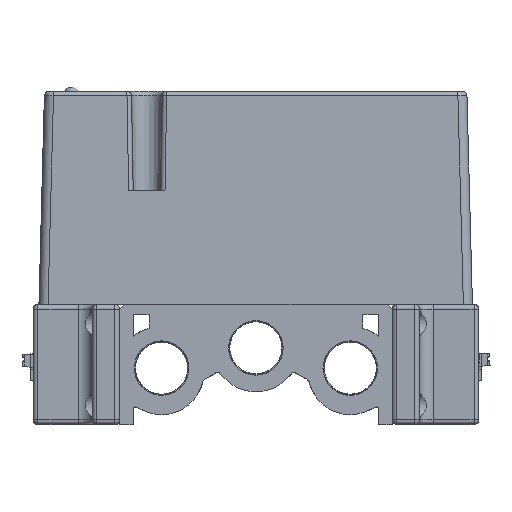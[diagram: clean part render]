
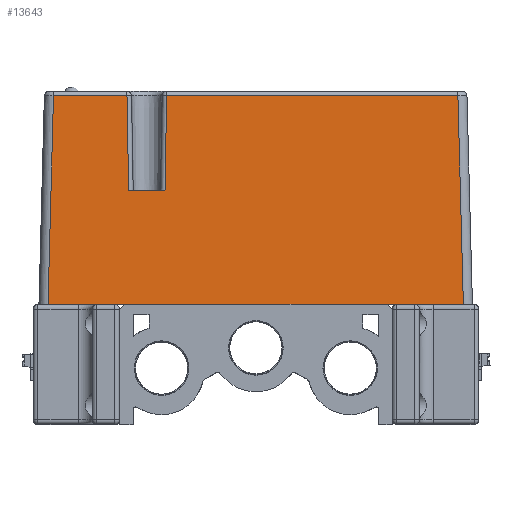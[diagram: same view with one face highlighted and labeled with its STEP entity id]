
A CAD part, front view. The second image highlights one B-rep face of the part: STEP entity #13643.
In plain terms, the highlighted planar face has unit normal (0, -1, 0.026).
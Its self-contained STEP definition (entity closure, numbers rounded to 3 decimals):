
#6402=FACE_OUTER_BOUND('',#28752,.T.);
#13643=ADVANCED_FACE('',(#6402),#20693,.T.);
#20693=PLANE('',#153744);
#28752=EDGE_LOOP('',(#50946,#50947,#50948,#50949,#50950,#50951,#50952,#50953,
#50954,#50955));
#50946=ORIENTED_EDGE('',*,*,#102086,.T.);
#50947=ORIENTED_EDGE('',*,*,#102087,.T.);
#50948=ORIENTED_EDGE('',*,*,#102088,.F.);
#50949=ORIENTED_EDGE('',*,*,#102089,.T.);
#50950=ORIENTED_EDGE('',*,*,#102090,.T.);
#50951=ORIENTED_EDGE('',*,*,#102091,.T.);
#50952=ORIENTED_EDGE('',*,*,#102092,.T.);
#50953=ORIENTED_EDGE('',*,*,#101644,.T.);
#50954=ORIENTED_EDGE('',*,*,#95739,.T.);
#50955=ORIENTED_EDGE('',*,*,#102093,.T.);
#81304=VERTEX_POINT('',#204874);
#81305=VERTEX_POINT('',#204876);
#85194=VERTEX_POINT('',#219058);
#85602=VERTEX_POINT('',#219955);
#85603=VERTEX_POINT('',#219956);
#85604=VERTEX_POINT('',#219958);
#85605=VERTEX_POINT('',#219960);
#85606=VERTEX_POINT('',#219962);
#85607=VERTEX_POINT('',#219964);
#85608=VERTEX_POINT('',#219966);
#95739=EDGE_CURVE('',#81305,#81304,#117073,.T.);
#101644=EDGE_CURVE('',#85194,#81305,#121825,.T.);
#102086=EDGE_CURVE('',#85602,#85603,#122157,.T.);
#102087=EDGE_CURVE('',#85603,#85604,#122158,.T.);
#102088=EDGE_CURVE('',#85605,#85604,#122159,.T.);
#102089=EDGE_CURVE('',#85605,#85606,#122160,.T.);
#102090=EDGE_CURVE('',#85606,#85607,#122161,.T.);
#102091=EDGE_CURVE('',#85607,#85608,#122162,.T.);
#102092=EDGE_CURVE('',#85608,#85194,#122163,.T.);
#102093=EDGE_CURVE('',#81304,#85602,#122164,.T.);
#117073=LINE('',#204875,#133617);
#121825=LINE('',#219057,#138369);
#122157=LINE('',#219954,#138701);
#122158=LINE('',#219957,#138702);
#122159=LINE('',#219959,#138703);
#122160=LINE('',#219961,#138704);
#122161=LINE('',#219963,#138705);
#122162=LINE('',#219965,#138706);
#122163=LINE('',#219967,#138707);
#122164=LINE('',#219968,#138708);
#133617=VECTOR('',#162424,1.);
#138369=VECTOR('',#173186,1.);
#138701=VECTOR('',#173832,1.);
#138702=VECTOR('',#173833,1.);
#138703=VECTOR('',#173834,1.);
#138704=VECTOR('',#173835,1.);
#138705=VECTOR('',#173836,1.);
#138706=VECTOR('',#173837,1.);
#138707=VECTOR('',#173838,1.);
#138708=VECTOR('',#173839,1.);
#153744=AXIS2_PLACEMENT_3D('',#219969,#173840,#173841);
#162424=DIRECTION('',(1.,0.,0.));
#173186=DIRECTION('',(1.,0.,0.));
#173832=DIRECTION('',(-1.,0.,0.));
#173833=DIRECTION('',(-0.017,-0.026,-1.));
#173834=DIRECTION('',(1.,0.,0.));
#173835=DIRECTION('',(-0.017,0.026,1.));
#173836=DIRECTION('',(-1.,0.,0.));
#173837=DIRECTION('',(-0.026,-0.026,-0.999));
#173838=DIRECTION('',(1.,0.,0.));
#173839=DIRECTION('',(-0.026,0.026,0.999));
#173840=DIRECTION('',(0.,-1.,0.026));
#173841=DIRECTION('',(0.,-0.026,-1.));
#204874=CARTESIAN_POINT('',(595.686,-1316.826,-0.1));
#204875=CARTESIAN_POINT('',(580.05,-1316.826,-0.1));
#204876=CARTESIAN_POINT('',(581.05,-1316.826,-0.1));
#219057=CARTESIAN_POINT('',(580.05,-1316.826,-0.1));
#219058=CARTESIAN_POINT('',(519.05,-1316.826,-0.1));
#219954=CARTESIAN_POINT('',(529.05,-1315.624,45.826));
#219955=CARTESIAN_POINT('',(594.484,-1315.624,45.826));
#219956=CARTESIAN_POINT('',(530.415,-1315.624,45.826));
#219957=CARTESIAN_POINT('',(530.049,-1316.172,24.883));
#219958=CARTESIAN_POINT('',(530.05,-1316.172,24.9));
#219959=CARTESIAN_POINT('',(526.05,-1316.172,24.9));
#219960=CARTESIAN_POINT('',(522.05,-1316.172,24.9));
#219961=CARTESIAN_POINT('',(521.685,-1315.624,45.809));
#219962=CARTESIAN_POINT('',(521.685,-1315.624,45.826));
#219963=CARTESIAN_POINT('',(505.542,-1315.624,45.826));
#219964=CARTESIAN_POINT('',(505.516,-1315.624,45.826));
#219965=CARTESIAN_POINT('',(504.345,-1316.795,1.095));
#219966=CARTESIAN_POINT('',(504.314,-1316.826,-0.1));
#219967=CARTESIAN_POINT('',(580.05,-1316.826,-0.1));
#219968=CARTESIAN_POINT('',(595.655,-1316.795,1.095));
#219969=CARTESIAN_POINT('',(550.,-1316.826,-0.1));
